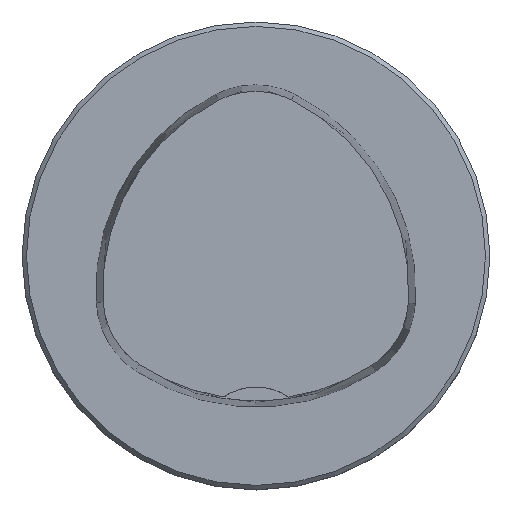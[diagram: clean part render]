
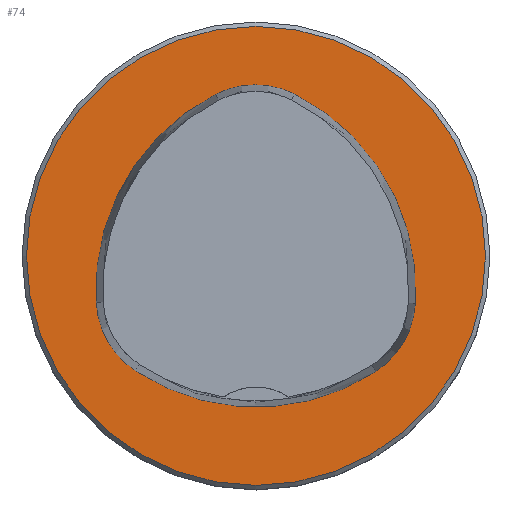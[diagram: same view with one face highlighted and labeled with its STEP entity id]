
A CAD part, top view. The second image highlights one B-rep face of the part: STEP entity #74.
In plain terms, the highlighted planar face has unit normal (0, 0, 1).
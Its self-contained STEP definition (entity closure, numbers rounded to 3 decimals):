
#61=PLANE('',#290);
#74=ADVANCED_FACE('',(#104,#105),#61,.F.);
#104=FACE_BOUND('',#119,.T.);
#105=FACE_BOUND('',#120,.T.);
#119=EDGE_LOOP('',(#143,#144,#145,#146,#147,#148));
#120=EDGE_LOOP('',(#149));
#143=ORIENTED_EDGE('',*,*,#222,.T.);
#144=ORIENTED_EDGE('',*,*,#223,.T.);
#145=ORIENTED_EDGE('',*,*,#224,.T.);
#146=ORIENTED_EDGE('',*,*,#225,.T.);
#147=ORIENTED_EDGE('',*,*,#226,.T.);
#148=ORIENTED_EDGE('',*,*,#227,.T.);
#149=ORIENTED_EDGE('',*,*,#216,.F.);
#193=VERTEX_POINT('',#402);
#199=VERTEX_POINT('',#421);
#200=VERTEX_POINT('',#422);
#201=VERTEX_POINT('',#424);
#202=VERTEX_POINT('',#426);
#203=VERTEX_POINT('',#428);
#204=VERTEX_POINT('',#430);
#216=EDGE_CURVE('',#193,#193,#247,.T.);
#222=EDGE_CURVE('',#199,#200,#253,.T.);
#223=EDGE_CURVE('',#200,#201,#254,.T.);
#224=EDGE_CURVE('',#201,#202,#255,.T.);
#225=EDGE_CURVE('',#202,#203,#256,.T.);
#226=EDGE_CURVE('',#203,#204,#257,.T.);
#227=EDGE_CURVE('',#204,#199,#258,.T.);
#247=CIRCLE('',#271,15.7);
#253=CIRCLE('',#284,6.0);
#254=CIRCLE('',#285,15.0);
#255=CIRCLE('',#286,6.0);
#256=CIRCLE('',#287,15.0);
#257=CIRCLE('',#288,6.0);
#258=CIRCLE('',#289,15.0);
#271=AXIS2_PLACEMENT_3D('',#401,#314,#315);
#284=AXIS2_PLACEMENT_3D('',#420,#340,#341);
#285=AXIS2_PLACEMENT_3D('',#423,#342,#343);
#286=AXIS2_PLACEMENT_3D('',#425,#344,#345);
#287=AXIS2_PLACEMENT_3D('',#427,#346,#347);
#288=AXIS2_PLACEMENT_3D('',#429,#348,#349);
#289=AXIS2_PLACEMENT_3D('',#431,#350,#351);
#290=AXIS2_PLACEMENT_3D('',#432,#352,#353);
#314=DIRECTION('',(0.0,0.,-1.0));
#315=DIRECTION('',(0.0,1.0,0.));
#340=DIRECTION('',(0.0,0.0,-1.0));
#341=DIRECTION('',(-1.0,0.0,0.0));
#342=DIRECTION('',(0.0,0.0,-1.0));
#343=DIRECTION('',(-1.0,0.0,0.0));
#344=DIRECTION('',(0.0,0.0,-1.0));
#345=DIRECTION('',(-1.0,0.0,0.0));
#346=DIRECTION('',(0.0,0.0,-1.0));
#347=DIRECTION('',(-1.0,0.0,0.0));
#348=DIRECTION('',(0.0,0.0,-1.0));
#349=DIRECTION('',(-1.0,0.0,0.0));
#350=DIRECTION('',(0.0,0.0,-1.0));
#351=DIRECTION('',(-1.0,0.0,0.0));
#352=DIRECTION('',(0.0,0.,-1.0));
#353=DIRECTION('',(0.0,1.0,0.));
#401=CARTESIAN_POINT('',(0.0,0.,0.));
#402=CARTESIAN_POINT('',(0.0,15.7,0.));
#420=CARTESIAN_POINT('',(-4.936,-2.85,0.0));
#421=CARTESIAN_POINT('',(-8.24,-7.859,0.0));
#422=CARTESIAN_POINT('',(-10.926,-3.206,0.));
#423=CARTESIAN_POINT('',(4.048,-2.316,0.0));
#424=CARTESIAN_POINT('',(-2.774,11.043,0.0));
#425=CARTESIAN_POINT('',(-0.045,5.7,0.0));
#426=CARTESIAN_POINT('',(2.638,11.066,0.0));
#427=CARTESIAN_POINT('',(-4.07,-2.35,0.0));
#428=CARTESIAN_POINT('',(10.903,-3.249,0.0));
#429=CARTESIAN_POINT('',(4.914,-2.889,0.0));
#430=CARTESIAN_POINT('',(8.177,-7.924,0.));
#431=CARTESIAN_POINT('',(0.019,4.663,0.0));
#432=CARTESIAN_POINT('',(0.0,-10.337,0.));
